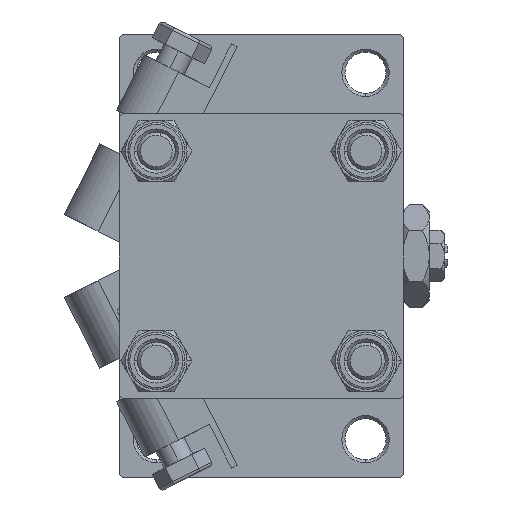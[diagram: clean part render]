
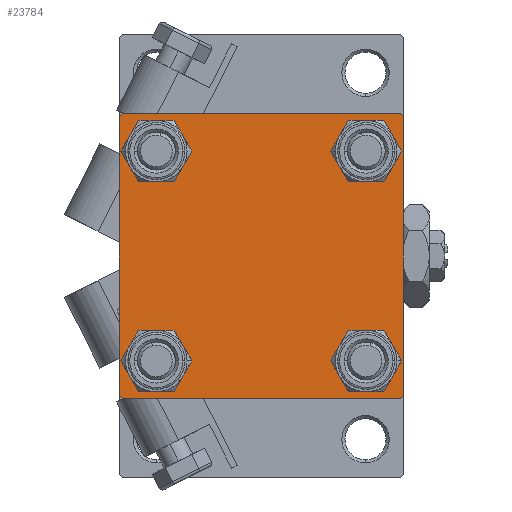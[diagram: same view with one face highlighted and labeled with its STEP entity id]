
A CAD part, left-side view. The second image highlights one B-rep face of the part: STEP entity #23784.
In plain terms, the highlighted planar face has unit normal (-1, 0, 0).
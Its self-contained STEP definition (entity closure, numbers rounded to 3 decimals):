
#454 = EDGE_CURVE ( 'NONE', #3204, #7844, #33998, .T. ) ;
#809 = ORIENTED_EDGE ( 'NONE', *, *, #16638, .F. ) ;
#1116 = VECTOR ( 'NONE', #9444, 1000. ) ;
#1217 = ORIENTED_EDGE ( 'NONE', *, *, #4064, .T. ) ;
#1465 = CARTESIAN_POINT ( 'NONE',  ( 0., -16.6, -16.6 ) ) ;
#1483 = EDGE_CURVE ( 'NONE', #7844, #3204, #39711, .T. ) ;
#1766 = AXIS2_PLACEMENT_3D ( 'NONE', #27128, #20455, #3567 ) ;
#2286 = EDGE_CURVE ( 'NONE', #48085, #4732, #36496, .T. ) ;
#2599 = LINE ( 'NONE', #28954, #1116 ) ;
#2645 = CARTESIAN_POINT ( 'NONE',  ( 0., -22.25, -22.25 ) ) ;
#3139 = DIRECTION ( 'NONE',  ( 0., -0.707, 0.707 ) ) ;
#3153 = EDGE_CURVE ( 'NONE', #10339, #23596, #34666, .T. ) ;
#3204 = VERTEX_POINT ( 'NONE', #22740 ) ;
#3567 = DIRECTION ( 'NONE',  ( 0., 0., 1. ) ) ;
#3959 = CARTESIAN_POINT ( 'NONE',  ( 0., -16.6, 16.6 ) ) ;
#4045 = ORIENTED_EDGE ( 'NONE', *, *, #3153, .T. ) ;
#4053 = ORIENTED_EDGE ( 'NONE', *, *, #23896, .F. ) ;
#4064 = EDGE_CURVE ( 'NONE', #4732, #48085, #41452, .T. ) ;
#4419 = VERTEX_POINT ( 'NONE', #12052 ) ;
#4482 = ORIENTED_EDGE ( 'NONE', *, *, #16704, .T. ) ;
#4605 = VERTEX_POINT ( 'NONE', #49038 ) ;
#4732 = VERTEX_POINT ( 'NONE', #29191 ) ;
#4908 = DIRECTION ( 'NONE',  ( 0., 0., 1. ) ) ;
#5597 = EDGE_CURVE ( 'NONE', #23596, #21869, #37604, .T. ) ;
#5680 = DIRECTION ( 'NONE',  ( 1., 0., 0. ) ) ;
#5745 = LINE ( 'NONE', #5993, #40648 ) ;
#5993 = CARTESIAN_POINT ( 'NONE',  ( 0., 22.5, 22.5 ) ) ;
#6184 = CARTESIAN_POINT ( 'NONE',  ( 0., -22.5, 22. ) ) ;
#6235 = EDGE_CURVE ( 'NONE', #30855, #16195, #26936, .T. ) ;
#6361 = EDGE_CURVE ( 'NONE', #4419, #23763, #41237, .T. ) ;
#6407 = ORIENTED_EDGE ( 'NONE', *, *, #47118, .T. ) ;
#7285 = CARTESIAN_POINT ( 'NONE',  ( 0., 16.6, 16.6 ) ) ;
#7727 = VECTOR ( 'NONE', #40619, 1000. ) ;
#7760 = ORIENTED_EDGE ( 'NONE', *, *, #6235, .T. ) ;
#7844 = VERTEX_POINT ( 'NONE', #33564 ) ;
#8454 = DIRECTION ( 'NONE',  ( 1., 0., 0. ) ) ;
#9003 = AXIS2_PLACEMENT_3D ( 'NONE', #30349, #26543, #9106 ) ;
#9029 = EDGE_CURVE ( 'NONE', #13201, #19925, #14613, .T. ) ;
#9106 = DIRECTION ( 'NONE',  ( 0., 0., 1. ) ) ;
#9201 = ORIENTED_EDGE ( 'NONE', *, *, #9029, .T. ) ;
#9444 = DIRECTION ( 'NONE',  ( 0., 0.707, -0.707 ) ) ;
#10339 = VERTEX_POINT ( 'NONE', #46404 ) ;
#10487 = CIRCLE ( 'NONE', #49369, 3.5 ) ;
#10570 = FACE_BOUND ( 'NONE', #43260, .T. ) ;
#10624 = EDGE_CURVE ( 'NONE', #16195, #30855, #29229, .T. ) ;
#12052 = CARTESIAN_POINT ( 'NONE',  ( 0., 22.5, 22. ) ) ;
#13201 = VERTEX_POINT ( 'NONE', #21394 ) ;
#13713 = VECTOR ( 'NONE', #36156, 1000. ) ;
#14287 = DIRECTION ( 'NONE',  ( 0., 0., 1. ) ) ;
#14613 = CIRCLE ( 'NONE', #19455, 3.5 ) ;
#14778 = VECTOR ( 'NONE', #3139, 1000. ) ;
#15344 = DIRECTION ( 'NONE',  ( 0., -0.707, -0.707 ) ) ;
#16109 = DIRECTION ( 'NONE',  ( 0., 0., 1. ) ) ;
#16195 = VERTEX_POINT ( 'NONE', #38076 ) ;
#16638 = EDGE_CURVE ( 'NONE', #22712, #4605, #5745, .T. ) ;
#16704 = EDGE_CURVE ( 'NONE', #23763, #10339, #26736, .T. ) ;
#17853 = AXIS2_PLACEMENT_3D ( 'NONE', #3959, #31329, #16109 ) ;
#17946 = DIRECTION ( 'NONE',  ( 0., 0., 1. ) ) ;
#17979 = ORIENTED_EDGE ( 'NONE', *, *, #6361, .T. ) ;
#19311 = EDGE_CURVE ( 'NONE', #22712, #4419, #2599, .T. ) ;
#19455 = AXIS2_PLACEMENT_3D ( 'NONE', #23920, #8454, #4908 ) ;
#19531 = CARTESIAN_POINT ( 'NONE',  ( 0., 16.6, -13.1 ) ) ;
#19859 = CARTESIAN_POINT ( 'NONE',  ( 0., -22.5, -22. ) ) ;
#19925 = VERTEX_POINT ( 'NONE', #19531 ) ;
#20455 = DIRECTION ( 'NONE',  ( 1., 0., 0. ) ) ;
#20957 = CARTESIAN_POINT ( 'NONE',  ( 0., 22.5, -22. ) ) ;
#21193 = CARTESIAN_POINT ( 'NONE',  ( 0., 16.6, 20.1 ) ) ;
#21394 = CARTESIAN_POINT ( 'NONE',  ( 0., 16.6, -20.1 ) ) ;
#21418 = CARTESIAN_POINT ( 'NONE',  ( 0., -22.25, 22.25 ) ) ;
#21611 = DIRECTION ( 'NONE',  ( 1., 0., 0. ) ) ;
#21734 = DIRECTION ( 'NONE',  ( 1., 0., 0. ) ) ;
#21785 = ORIENTED_EDGE ( 'NONE', *, *, #2286, .T. ) ;
#21869 = VERTEX_POINT ( 'NONE', #19859 ) ;
#21958 = FACE_BOUND ( 'NONE', #34870, .T. ) ;
#22485 = DIRECTION ( 'NONE',  ( 0., -1., 0. ) ) ;
#22712 = VERTEX_POINT ( 'NONE', #31568 ) ;
#22740 = CARTESIAN_POINT ( 'NONE',  ( 0., -16.6, 20.1 ) ) ;
#23596 = VERTEX_POINT ( 'NONE', #24280 ) ;
#23763 = VERTEX_POINT ( 'NONE', #20957 ) ;
#23784 = ADVANCED_FACE ( 'NONE', ( #10570, #33632, #21958, #29835, #29584 ), #36683, .T. ) ;
#23843 = ORIENTED_EDGE ( 'NONE', *, *, #5597, .T. ) ;
#23896 = EDGE_CURVE ( 'NONE', #47562, #21869, #32522, .T. ) ;
#23920 = CARTESIAN_POINT ( 'NONE',  ( 0., 16.6, -16.6 ) ) ;
#24026 = DIRECTION ( 'NONE',  ( 1., 0., 0. ) ) ;
#24280 = CARTESIAN_POINT ( 'NONE',  ( 0., -22., -22.5 ) ) ;
#26543 = DIRECTION ( 'NONE',  ( 1., 0., 0. ) ) ;
#26736 = LINE ( 'NONE', #42214, #43894 ) ;
#26936 = CIRCLE ( 'NONE', #42333, 3.5 ) ;
#27128 = CARTESIAN_POINT ( 'NONE',  ( 0., 16.6, 16.6 ) ) ;
#27797 = CARTESIAN_POINT ( 'NONE',  ( 0., -16.6, -13.1 ) ) ;
#27975 = ORIENTED_EDGE ( 'NONE', *, *, #10624, .T. ) ;
#28307 = CARTESIAN_POINT ( 'NONE',  ( 0., -16.6, 16.6 ) ) ;
#28954 = CARTESIAN_POINT ( 'NONE',  ( 0., 22.25, 22.25 ) ) ;
#29191 = CARTESIAN_POINT ( 'NONE',  ( 0., 16.6, 13.1 ) ) ;
#29229 = CIRCLE ( 'NONE', #9003, 3.5 ) ;
#29581 = CARTESIAN_POINT ( 'NONE',  ( 0., 22.5, 22.5 ) ) ;
#29584 = FACE_OUTER_BOUND ( 'NONE', #30234, .T. ) ;
#29835 = FACE_BOUND ( 'NONE', #41325, .T. ) ;
#30234 = EDGE_LOOP ( 'NONE', ( #17979, #4482, #4045, #23843, #4053, #49199, #809, #33153 ) ) ;
#30349 = CARTESIAN_POINT ( 'NONE',  ( 0., -16.6, -16.6 ) ) ;
#30855 = VERTEX_POINT ( 'NONE', #27797 ) ;
#31329 = DIRECTION ( 'NONE',  ( 1., 0., 0. ) ) ;
#31568 = CARTESIAN_POINT ( 'NONE',  ( 0., 22., 22.5 ) ) ;
#31791 = VECTOR ( 'NONE', #36681, 1000. ) ;
#32012 = AXIS2_PLACEMENT_3D ( 'NONE', #37432, #36437, #48867 ) ;
#32294 = CARTESIAN_POINT ( 'NONE',  ( 0., 16.6, -16.6 ) ) ;
#32522 = LINE ( 'NONE', #44430, #7727 ) ;
#33153 = ORIENTED_EDGE ( 'NONE', *, *, #19311, .T. ) ;
#33564 = CARTESIAN_POINT ( 'NONE',  ( 0., -16.6, 13.1 ) ) ;
#33632 = FACE_BOUND ( 'NONE', #40518, .T. ) ;
#33998 = CIRCLE ( 'NONE', #40470, 3.5 ) ;
#34666 = LINE ( 'NONE', #49395, #36526 ) ;
#34870 = EDGE_LOOP ( 'NONE', ( #6407, #9201 ) ) ;
#36156 = DIRECTION ( 'NONE',  ( 0., 0.707, 0.707 ) ) ;
#36437 = DIRECTION ( 'NONE',  ( -1., 0., 0. ) ) ;
#36496 = CIRCLE ( 'NONE', #42985, 3.5 ) ;
#36526 = VECTOR ( 'NONE', #22485, 1000. ) ;
#36681 = DIRECTION ( 'NONE',  ( 0., 0., -1. ) ) ;
#36683 = PLANE ( 'NONE',  #32012 ) ;
#36688 = ORIENTED_EDGE ( 'NONE', *, *, #454, .T. ) ;
#36839 = DIRECTION ( 'NONE',  ( 0., 0., 1. ) ) ;
#37432 = CARTESIAN_POINT ( 'NONE',  ( 0., 0., 0. ) ) ;
#37604 = LINE ( 'NONE', #2645, #14778 ) ;
#38076 = CARTESIAN_POINT ( 'NONE',  ( 0., -16.6, -20.1 ) ) ;
#39711 = CIRCLE ( 'NONE', #17853, 3.5 ) ;
#40470 = AXIS2_PLACEMENT_3D ( 'NONE', #28307, #21611, #14287 ) ;
#40518 = EDGE_LOOP ( 'NONE', ( #7760, #27975 ) ) ;
#40619 = DIRECTION ( 'NONE',  ( 0., 0., -1. ) ) ;
#40648 = VECTOR ( 'NONE', #49084, 1000. ) ;
#40957 = LINE ( 'NONE', #21418, #13713 ) ;
#41237 = LINE ( 'NONE', #29581, #31791 ) ;
#41325 = EDGE_LOOP ( 'NONE', ( #21785, #1217 ) ) ;
#41452 = CIRCLE ( 'NONE', #1766, 3.5 ) ;
#42214 = CARTESIAN_POINT ( 'NONE',  ( 0., 22.25, -22.25 ) ) ;
#42333 = AXIS2_PLACEMENT_3D ( 'NONE', #1465, #24026, #48114 ) ;
#42985 = AXIS2_PLACEMENT_3D ( 'NONE', #7285, #21734, #17946 ) ;
#43260 = EDGE_LOOP ( 'NONE', ( #36688, #48512 ) ) ;
#43894 = VECTOR ( 'NONE', #15344, 1000. ) ;
#44430 = CARTESIAN_POINT ( 'NONE',  ( 0., -22.5, 22.5 ) ) ;
#45906 = EDGE_CURVE ( 'NONE', #47562, #4605, #40957, .T. ) ;
#46404 = CARTESIAN_POINT ( 'NONE',  ( 0., 22., -22.5 ) ) ;
#47118 = EDGE_CURVE ( 'NONE', #19925, #13201, #10487, .T. ) ;
#47562 = VERTEX_POINT ( 'NONE', #6184 ) ;
#48085 = VERTEX_POINT ( 'NONE', #21193 ) ;
#48114 = DIRECTION ( 'NONE',  ( 0., 0., 1. ) ) ;
#48512 = ORIENTED_EDGE ( 'NONE', *, *, #1483, .T. ) ;
#48867 = DIRECTION ( 'NONE',  ( 0., 0., 1. ) ) ;
#49038 = CARTESIAN_POINT ( 'NONE',  ( 0., -22., 22.5 ) ) ;
#49084 = DIRECTION ( 'NONE',  ( 0., -1., 0. ) ) ;
#49199 = ORIENTED_EDGE ( 'NONE', *, *, #45906, .T. ) ;
#49369 = AXIS2_PLACEMENT_3D ( 'NONE', #32294, #5680, #36839 ) ;
#49395 = CARTESIAN_POINT ( 'NONE',  ( 0., 22.5, -22.5 ) ) ;
